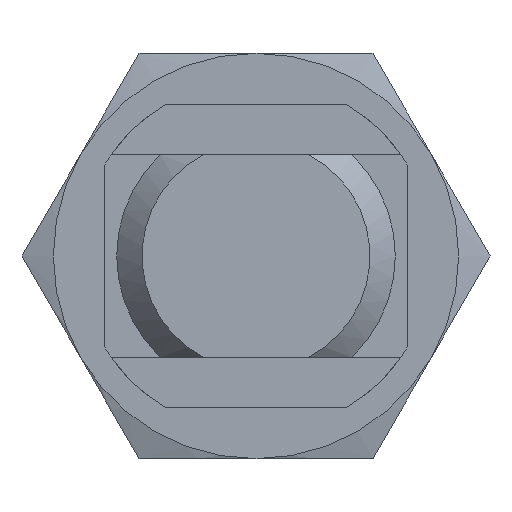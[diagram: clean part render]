
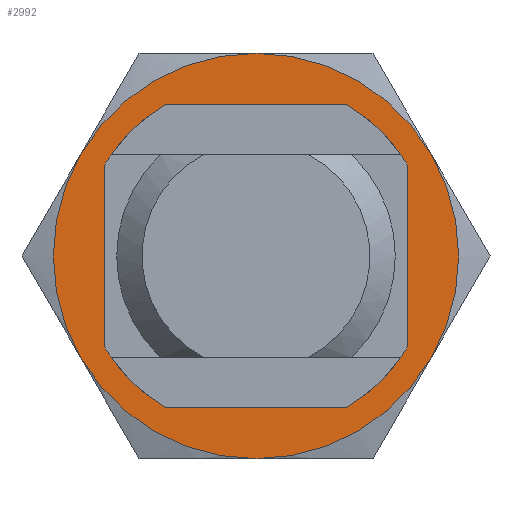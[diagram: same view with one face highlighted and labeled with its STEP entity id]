
A CAD part, left-side view. The second image highlights one B-rep face of the part: STEP entity #2992.
In plain terms, the highlighted planar face has unit normal (-1, 0, 0).
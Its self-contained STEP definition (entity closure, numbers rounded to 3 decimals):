
#24 = CARTESIAN_POINT ( 'NONE',  ( 5., 0., 0. ) ) ;
#127 = CARTESIAN_POINT ( 'NONE',  ( 5., 0., 0. ) ) ;
#144 = DIRECTION ( 'NONE',  ( 0., 0., -1. ) ) ;
#176 = DIRECTION ( 'NONE',  ( 1., 0., 0. ) ) ;
#188 = ORIENTED_EDGE ( 'NONE', *, *, #1742, .F. ) ;
#192 = DIRECTION ( 'NONE',  ( -1., 0., 0. ) ) ;
#205 = CARTESIAN_POINT ( 'NONE',  ( 5., 0., 0. ) ) ;
#242 = ORIENTED_EDGE ( 'NONE', *, *, #516, .T. ) ;
#272 = DIRECTION ( 'NONE',  ( 0., 0., -1. ) ) ;
#307 = AXIS2_PLACEMENT_3D ( 'NONE', #3228, #1448, #999 ) ;
#337 = DIRECTION ( 'NONE',  ( -1., 0., 0. ) ) ;
#488 = DIRECTION ( 'NONE',  ( 0., 0., -1. ) ) ;
#516 = EDGE_CURVE ( 'NONE', #1254, #939, #1890, .T. ) ;
#606 = FACE_OUTER_BOUND ( 'NONE', #1266, .T. ) ;
#656 = CIRCLE ( 'NONE', #2031, 16. ) ;
#731 = DIRECTION ( 'NONE',  ( -1., 0., 0. ) ) ;
#740 = EDGE_CURVE ( 'NONE', #1827, #2424, #1371, .T. ) ;
#767 = CARTESIAN_POINT ( 'NONE',  ( 5., 13.856, -8. ) ) ;
#795 = VERTEX_POINT ( 'NONE', #2530 ) ;
#796 = AXIS2_PLACEMENT_3D ( 'NONE', #3499, #337, #272 ) ;
#798 = DIRECTION ( 'NONE',  ( 0., 0., -1. ) ) ;
#858 = AXIS2_PLACEMENT_3D ( 'NONE', #1867, #3315, #488 ) ;
#934 = DIRECTION ( 'NONE',  ( 0., -1., 0. ) ) ;
#939 = VERTEX_POINT ( 'NONE', #3469 ) ;
#983 = EDGE_CURVE ( 'NONE', #2424, #1254, #2270, .T. ) ;
#999 = DIRECTION ( 'NONE',  ( 0., 0., -1. ) ) ;
#1172 = AXIS2_PLACEMENT_3D ( 'NONE', #2907, #3961, #3983 ) ;
#1188 = CARTESIAN_POINT ( 'NONE',  ( 5., 0., 0. ) ) ;
#1254 = VERTEX_POINT ( 'NONE', #767 ) ;
#1266 = EDGE_LOOP ( 'NONE', ( #4198, #2261, #1614, #2694, #2446, #242 ) ) ;
#1331 = VERTEX_POINT ( 'NONE', #3040 ) ;
#1368 = AXIS2_PLACEMENT_3D ( 'NONE', #1188, #2577, #144 ) ;
#1371 = CIRCLE ( 'NONE', #307, 16. ) ;
#1448 = DIRECTION ( 'NONE',  ( -1., 0., 0. ) ) ;
#1503 = CARTESIAN_POINT ( 'NONE',  ( 5., 0., 16. ) ) ;
#1601 = ORIENTED_EDGE ( 'NONE', *, *, #2064, .F. ) ;
#1614 = ORIENTED_EDGE ( 'NONE', *, *, #3145, .T. ) ;
#1629 = DIRECTION ( 'NONE',  ( 0., 0., -1. ) ) ;
#1722 = CIRCLE ( 'NONE', #796, 16. ) ;
#1742 = EDGE_CURVE ( 'NONE', #2057, #1331, #3711, .T. ) ;
#1827 = VERTEX_POINT ( 'NONE', #1503 ) ;
#1867 = CARTESIAN_POINT ( 'NONE',  ( 5., 0., 0. ) ) ;
#1890 = CIRCLE ( 'NONE', #1368, 16. ) ;
#1892 = CARTESIAN_POINT ( 'NONE',  ( 5., 0., 11. ) ) ;
#2031 = AXIS2_PLACEMENT_3D ( 'NONE', #24, #731, #798 ) ;
#2057 = VERTEX_POINT ( 'NONE', #1892 ) ;
#2064 = EDGE_CURVE ( 'NONE', #1331, #2057, #3790, .T. ) ;
#2261 = ORIENTED_EDGE ( 'NONE', *, *, #3226, .T. ) ;
#2270 = CIRCLE ( 'NONE', #2924, 16. ) ;
#2424 = VERTEX_POINT ( 'NONE', #2636 ) ;
#2446 = ORIENTED_EDGE ( 'NONE', *, *, #983, .T. ) ;
#2530 = CARTESIAN_POINT ( 'NONE',  ( 5., -13.856, 8. ) ) ;
#2577 = DIRECTION ( 'NONE',  ( -1., 0., 0. ) ) ;
#2636 = CARTESIAN_POINT ( 'NONE',  ( 5., 13.856, 8. ) ) ;
#2694 = ORIENTED_EDGE ( 'NONE', *, *, #740, .T. ) ;
#2766 = FACE_BOUND ( 'NONE', #3946, .T. ) ;
#2907 = CARTESIAN_POINT ( 'NONE',  ( 5., 0., 0. ) ) ;
#2924 = AXIS2_PLACEMENT_3D ( 'NONE', #3116, #192, #3738 ) ;
#2992 = ADVANCED_FACE ( 'NONE', ( #2766, #606 ), #4199, .F. ) ;
#2997 = CIRCLE ( 'NONE', #4041, 16. ) ;
#3040 = CARTESIAN_POINT ( 'NONE',  ( 5., 0., -11. ) ) ;
#3073 = AXIS2_PLACEMENT_3D ( 'NONE', #205, #176, #934 ) ;
#3100 = VERTEX_POINT ( 'NONE', #3578 ) ;
#3116 = CARTESIAN_POINT ( 'NONE',  ( 5., 0., 0. ) ) ;
#3145 = EDGE_CURVE ( 'NONE', #795, #1827, #1722, .T. ) ;
#3226 = EDGE_CURVE ( 'NONE', #3100, #795, #656, .T. ) ;
#3228 = CARTESIAN_POINT ( 'NONE',  ( 5., 0., 0. ) ) ;
#3315 = DIRECTION ( 'NONE',  ( -1., 0., 0. ) ) ;
#3469 = CARTESIAN_POINT ( 'NONE',  ( 5., 0., -16. ) ) ;
#3499 = CARTESIAN_POINT ( 'NONE',  ( 5., 0., 0. ) ) ;
#3578 = CARTESIAN_POINT ( 'NONE',  ( 5., -13.856, -8. ) ) ;
#3711 = CIRCLE ( 'NONE', #1172, 11. ) ;
#3738 = DIRECTION ( 'NONE',  ( 0., 0., -1. ) ) ;
#3790 = CIRCLE ( 'NONE', #858, 11. ) ;
#3946 = EDGE_LOOP ( 'NONE', ( #1601, #188 ) ) ;
#3961 = DIRECTION ( 'NONE',  ( -1., 0., 0. ) ) ;
#3983 = DIRECTION ( 'NONE',  ( 0., 0., -1. ) ) ;
#4041 = AXIS2_PLACEMENT_3D ( 'NONE', #127, #4158, #1629 ) ;
#4158 = DIRECTION ( 'NONE',  ( -1., 0., 0. ) ) ;
#4198 = ORIENTED_EDGE ( 'NONE', *, *, #4619, .T. ) ;
#4199 = PLANE ( 'NONE',  #3073 ) ;
#4619 = EDGE_CURVE ( 'NONE', #939, #3100, #2997, .T. ) ;
